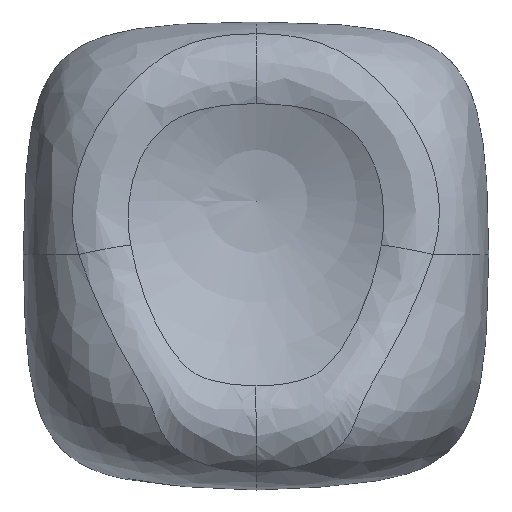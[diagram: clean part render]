
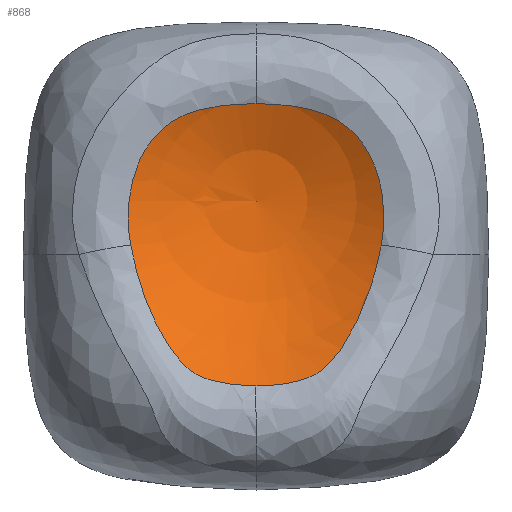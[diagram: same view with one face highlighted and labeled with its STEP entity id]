
A CAD part, top view. The second image highlights one B-rep face of the part: STEP entity #868.
In plain terms, the highlighted spherical face has radius 9.5 mm.
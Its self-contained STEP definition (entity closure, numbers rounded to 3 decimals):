
#15=SPHERICAL_SURFACE('',#963,9.5);
#51=B_SPLINE_CURVE_WITH_KNOTS('',3,(#6020,#6021,#6022,#6023,#6024,#6025,
#6026,#6027,#6028,#6029,#6030),.UNSPECIFIED.,.F.,.F.,(4,1,1,1,1,1,1,1,4),
(0.,0.146,0.293,0.366,0.439,
0.585,0.732,0.878,1.025),
 .UNSPECIFIED.);
#52=B_SPLINE_CURVE_WITH_KNOTS('',3,(#6141,#6142,#6143,#6144,#6145,#6146,
#6147,#6148,#6149,#6150,#6151,#6152,#6153,#6154,#6155,#6156,#6157,#6158),
 .UNSPECIFIED.,.F.,.F.,(4,1,1,1,1,1,1,1,1,1,1,1,1,1,1,4),(0.,0.14,
0.421,0.562,0.597,0.632,
0.667,0.684,0.702,0.719,
0.737,0.772,0.807,0.825,
0.842,0.983),.UNSPECIFIED.);
#53=B_SPLINE_CURVE_WITH_KNOTS('',3,(#6269,#6270,#6271,#6272,#6273,#6274,
#6275,#6276,#6277,#6278,#6279,#6280,#6281,#6282,#6283,#6284,#6285,#6286),
 .UNSPECIFIED.,.F.,.F.,(4,1,1,1,1,1,1,1,1,1,1,1,1,1,1,4),(0.,0.14,
0.158,0.175,0.211,0.246,
0.263,0.281,0.298,0.316,
0.351,0.386,0.421,0.562,
0.842,0.983),.UNSPECIFIED.);
#55=B_SPLINE_CURVE_WITH_KNOTS('',3,(#6354,#6355,#6356,#6357,#6358),
 .UNSPECIFIED.,.F.,.F.,(4,1,4),(0.,0.146,
0.2),.UNSPECIFIED.);
#56=B_SPLINE_CURVE_WITH_KNOTS('',3,(#6359,#6360,#6361,#6362,#6363,#6364,
#6365,#6366,#6367,#6368),.UNSPECIFIED.,.F.,.F.,(4,1,1,1,1,1,1,4),(0.2,
0.293,0.439,0.585,0.659,0.732,
0.878,1.025),.UNSPECIFIED.);
#136=FACE_OUTER_BOUND('',#194,.T.);
#194=EDGE_LOOP('',(#790,#791,#792,#793,#794,#795,#796));
#240=CIRCLE('',#964,9.5);
#415=VERTEX_POINT('',#6004);
#417=VERTEX_POINT('',#6018);
#418=VERTEX_POINT('',#6139);
#419=VERTEX_POINT('',#6267);
#420=VERTEX_POINT('',#6353);
#421=VERTEX_POINT('',#6457);
#537=EDGE_CURVE('',#417,#415,#51,.T.);
#539=EDGE_CURVE('',#415,#418,#52,.T.);
#541=EDGE_CURVE('',#418,#419,#53,.T.);
#543=EDGE_CURVE('',#419,#420,#55,.T.);
#544=EDGE_CURVE('',#420,#417,#56,.T.);
#546=EDGE_CURVE('',#421,#420,#240,.T.);
#790=ORIENTED_EDGE('',*,*,#537,.F.);
#791=ORIENTED_EDGE('',*,*,#544,.F.);
#792=ORIENTED_EDGE('',*,*,#546,.F.);
#793=ORIENTED_EDGE('',*,*,#546,.T.);
#794=ORIENTED_EDGE('',*,*,#543,.F.);
#795=ORIENTED_EDGE('',*,*,#541,.F.);
#796=ORIENTED_EDGE('',*,*,#539,.F.);
#868=ADVANCED_FACE('',(#136),#15,.F.);
#963=AXIS2_PLACEMENT_3D('',#6456,#1180,#1181);
#964=AXIS2_PLACEMENT_3D('',#6458,#1182,#1183);
#1180=DIRECTION('center_axis',(0.,0.,1.));
#1181=DIRECTION('ref_axis',(1.,0.,0.));
#1182=DIRECTION('center_axis',(0.,1.,0.));
#1183=DIRECTION('ref_axis',(-1.,0.,0.));
#6004=CARTESIAN_POINT('',(4.708,0.36,4.913));
#6018=CARTESIAN_POINT('',(0.,5.665,4.236));
#6020=CARTESIAN_POINT('Ctrl Pts',(0.,5.665,
4.236));
#6021=CARTESIAN_POINT('Ctrl Pts',(0.403,5.665,4.236));
#6022=CARTESIAN_POINT('Ctrl Pts',(1.208,5.625,4.274));
#6023=CARTESIAN_POINT('Ctrl Pts',(2.196,5.445,4.407));
#6024=CARTESIAN_POINT('Ctrl Pts',(2.936,5.138,4.521));
#6025=CARTESIAN_POINT('Ctrl Pts',(3.608,4.696,4.618));
#6026=CARTESIAN_POINT('Ctrl Pts',(4.26,3.907,4.695));
#6027=CARTESIAN_POINT('Ctrl Pts',(4.686,2.764,4.742));
#6028=CARTESIAN_POINT('Ctrl Pts',(4.838,1.56,4.806));
#6029=CARTESIAN_POINT('Ctrl Pts',(4.782,0.755,4.876));
#6030=CARTESIAN_POINT('Ctrl Pts',(4.708,0.36,4.913));
#6139=CARTESIAN_POINT('',(0.,-4.938,6.511));
#6141=CARTESIAN_POINT('Ctrl Pts',(4.708,0.36,4.913));
#6142=CARTESIAN_POINT('Ctrl Pts',(4.637,-0.018,
4.949));
#6143=CARTESIAN_POINT('Ctrl Pts',(4.375,-1.139,5.107));
#6144=CARTESIAN_POINT('Ctrl Pts',(3.839,-2.542,5.521));
#6145=CARTESIAN_POINT('Ctrl Pts',(3.22,-3.543,5.975));
#6146=CARTESIAN_POINT('Ctrl Pts',(2.878,-3.961,6.184));
#6147=CARTESIAN_POINT('Ctrl Pts',(2.692,-4.16,6.285));
#6148=CARTESIAN_POINT('Ctrl Pts',(2.522,-4.313,6.363));
#6149=CARTESIAN_POINT('Ctrl Pts',(2.372,-4.424,6.415));
#6150=CARTESIAN_POINT('Ctrl Pts',(2.252,-4.499,6.447));
#6151=CARTESIAN_POINT('Ctrl Pts',(2.125,-4.565,6.47));
#6152=CARTESIAN_POINT('Ctrl Pts',(1.948,-4.641,6.491));
#6153=CARTESIAN_POINT('Ctrl Pts',(1.72,-4.719,6.506));
#6154=CARTESIAN_POINT('Ctrl Pts',(1.486,-4.78,6.512));
#6155=CARTESIAN_POINT('Ctrl Pts',(1.297,-4.82,6.514));
#6156=CARTESIAN_POINT('Ctrl Pts',(0.822,-4.907,6.516));
#6157=CARTESIAN_POINT('Ctrl Pts',(0.387,-4.938,6.511));
#6158=CARTESIAN_POINT('Ctrl Pts',(0.,-4.938,
6.511));
#6267=CARTESIAN_POINT('',(-4.708,0.36,4.913));
#6269=CARTESIAN_POINT('Ctrl Pts',(0.,-4.938,
6.511));
#6270=CARTESIAN_POINT('Ctrl Pts',(-0.387,-4.938,
6.511));
#6271=CARTESIAN_POINT('Ctrl Pts',(-0.822,-4.907,6.516));
#6272=CARTESIAN_POINT('Ctrl Pts',(-1.297,-4.82,6.514));
#6273=CARTESIAN_POINT('Ctrl Pts',(-1.486,-4.78,6.512));
#6274=CARTESIAN_POINT('Ctrl Pts',(-1.72,-4.719,6.506));
#6275=CARTESIAN_POINT('Ctrl Pts',(-1.948,-4.641,6.491));
#6276=CARTESIAN_POINT('Ctrl Pts',(-2.125,-4.565,6.47));
#6277=CARTESIAN_POINT('Ctrl Pts',(-2.252,-4.499,6.447));
#6278=CARTESIAN_POINT('Ctrl Pts',(-2.372,-4.424,6.415));
#6279=CARTESIAN_POINT('Ctrl Pts',(-2.522,-4.313,6.363));
#6280=CARTESIAN_POINT('Ctrl Pts',(-2.692,-4.16,6.285));
#6281=CARTESIAN_POINT('Ctrl Pts',(-2.878,-3.962,6.184));
#6282=CARTESIAN_POINT('Ctrl Pts',(-3.221,-3.542,5.975));
#6283=CARTESIAN_POINT('Ctrl Pts',(-3.838,-2.543,5.521));
#6284=CARTESIAN_POINT('Ctrl Pts',(-4.375,-1.139,5.106));
#6285=CARTESIAN_POINT('Ctrl Pts',(-4.637,-0.018,
4.949));
#6286=CARTESIAN_POINT('Ctrl Pts',(-4.708,0.36,4.913));
#6353=CARTESIAN_POINT('',(-4.77,2.,4.784));
#6354=CARTESIAN_POINT('Ctrl Pts',(-4.708,0.36,4.913));
#6355=CARTESIAN_POINT('Ctrl Pts',(-4.782,0.755,4.876));
#6356=CARTESIAN_POINT('Ctrl Pts',(-4.82,1.305,4.828));
#6357=CARTESIAN_POINT('Ctrl Pts',(-4.785,1.854,4.793));
#6358=CARTESIAN_POINT('Ctrl Pts',(-4.77,2.,4.784));
#6359=CARTESIAN_POINT('Ctrl Pts',(-4.77,2.,4.784));
#6360=CARTESIAN_POINT('Ctrl Pts',(-4.744,2.254,4.769));
#6361=CARTESIAN_POINT('Ctrl Pts',(-4.634,2.903,4.736));
#6362=CARTESIAN_POINT('Ctrl Pts',(-4.259,3.907,4.695));
#6363=CARTESIAN_POINT('Ctrl Pts',(-3.609,4.696,4.619));
#6364=CARTESIAN_POINT('Ctrl Pts',(-2.937,5.138,4.521));
#6365=CARTESIAN_POINT('Ctrl Pts',(-2.197,5.446,4.407));
#6366=CARTESIAN_POINT('Ctrl Pts',(-1.208,5.624,4.274));
#6367=CARTESIAN_POINT('Ctrl Pts',(-0.403,5.665,4.236));
#6368=CARTESIAN_POINT('Ctrl Pts',(0.,5.665,
4.236));
#6456=CARTESIAN_POINT('Origin',(0.,2.,13.));
#6457=CARTESIAN_POINT('',(0.,2.,3.5));
#6458=CARTESIAN_POINT('Origin',(0.,2.,13.));
